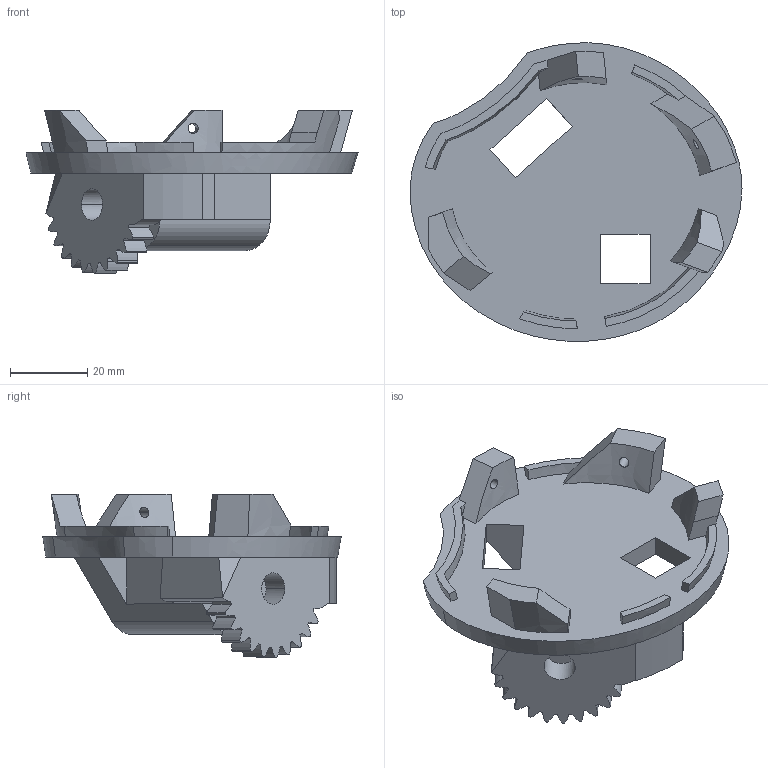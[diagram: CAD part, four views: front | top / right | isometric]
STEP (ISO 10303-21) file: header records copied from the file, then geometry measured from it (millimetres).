
FILE_DESCRIPTION (( 'STEP AP203' ), '1' );
FILE_NAME ('Forearm_R_robcap3V1-elbowshaftgearV1.stp', '2013-11-14T18:05:01', ( 'SWEET' ), ( '' ), 'Anar', 'Spacymen', '' );
FILE_SCHEMA (( 'CONFIG_CONTROL_DESIGN' ));
Length unit declared in the file: millimetre
Products named in the file (1): Forearm (right)_robcap3V1-elbowshaftgearV1
Bounding box: 86.06 x 77.36 x 42.35 mm (x, y, z)
Volume: 52491.5 mm3; surface area: 19027.5 mm2
Topology: 1 solids, 1 shells, 129 faces, 363 edges, 241 vertices
Faces by surface type: cylinder 57, plane 49, bspline 23
Entity records: 7905 total; most frequent: CARTESIAN_POINT 4645, ORIENTED_EDGE 726, DIRECTION 575, EDGE_CURVE 363, VERTEX_POINT 241, AXIS2_PLACEMENT_3D 208, VECTOR 159, LINE 159
